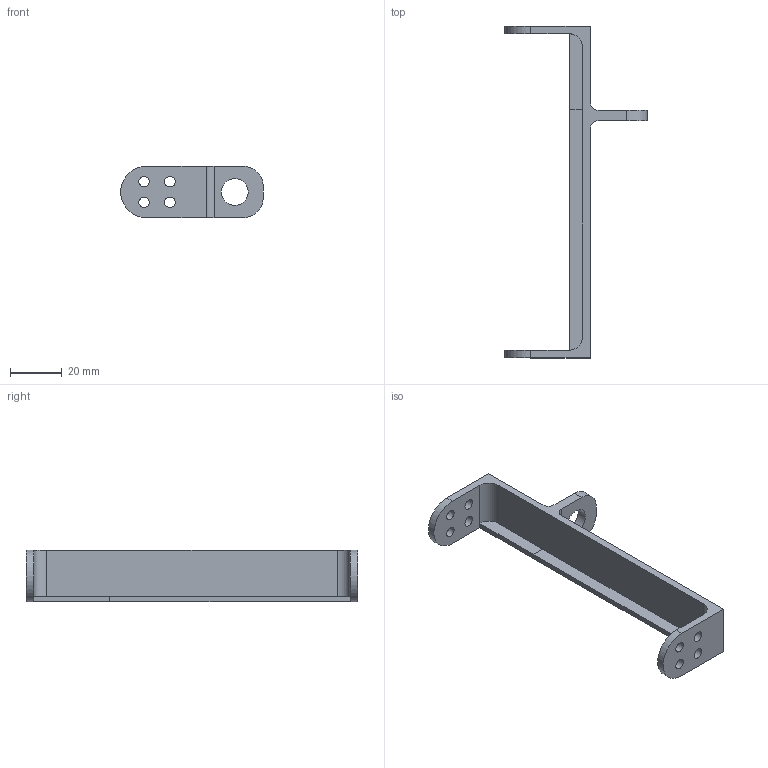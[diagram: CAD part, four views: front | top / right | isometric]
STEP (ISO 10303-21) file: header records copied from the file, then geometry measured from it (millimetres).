
FILE_DESCRIPTION(/* description */ (''),/* implementation_level */ '2;1');
FILE_NAME(/* name */ 'Forward Flood Light Bracket v3.step',/* time_stamp */ '2021-10-10T08:03:32+10:00',/* author */ (''),/* organization */ (''),/* preprocessor_version */ 'ST-DEVELOPER v18.1',/* originating_system */ 'Autodesk Translation Framework v10.10.0.1391',/* authorisation */ '');
FILE_SCHEMA (('AUTOMOTIVE_DESIGN { 1 0 10303 214 3 1 1 }'));
Length unit declared in the file: millimetre
Products named in the file (2): Forward Flood Light; Primary Mount
Assembly tree (1 placements, depth 2):
  Forward Flood Light
    Primary Mount
Bounding box: 55 x 128 x 20 mm (x, y, z)
Volume: 13520.5 mm3; surface area: 10679.4 mm2
Topology: 1 solids, 1 shells, 35 faces, 97 edges, 64 vertices
Faces by surface type: plane 18, cylinder 17
Full cylindrical faces by diameter (mm): 4 x4, 4.1 x4, 10.3 x1
Entity records: 1218 total; most frequent: DIRECTION 207, CARTESIAN_POINT 199, ORIENTED_EDGE 194, EDGE_CURVE 97, AXIS2_PLACEMENT_3D 72, VERTEX_POINT 64, LINE 63, VECTOR 63
